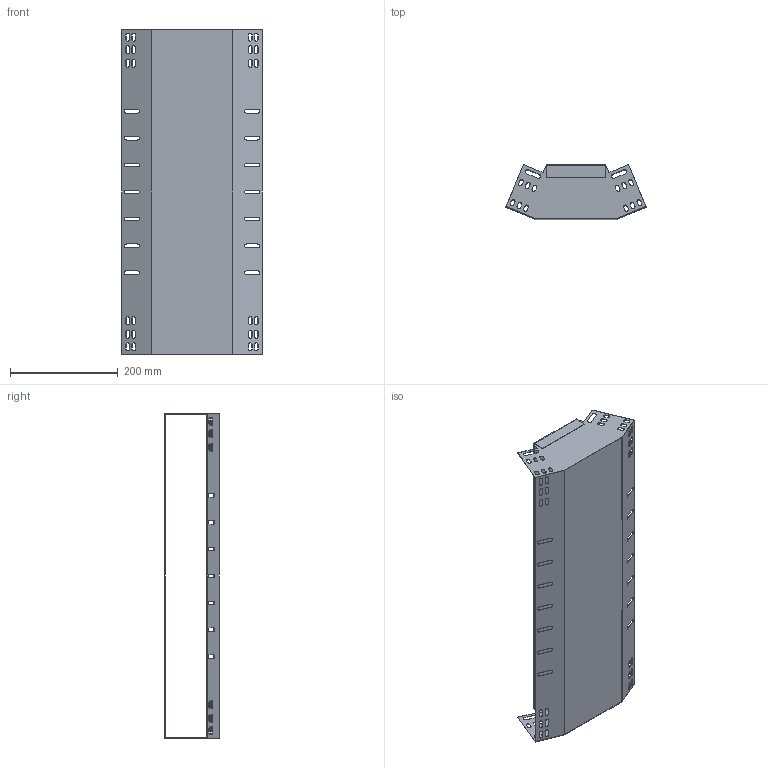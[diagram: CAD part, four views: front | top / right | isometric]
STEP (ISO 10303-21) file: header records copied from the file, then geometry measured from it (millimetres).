
FILE_DESCRIPTION (( 'STEP AP203' ), '1' );
FILE_NAME ('CLP3V-100-600-M-HDZ Ïîâîðîò íà 45 ãð. âåðòèêàëüíûé âíóòðåííèé 100õ600 IEK HDZ.STEP', '2016-02-29T12:35:30', ( '' ), ( '' ), 'SwSTEP 2.0', 'SolidWorks 2014', '' );
FILE_SCHEMA (( 'CONFIG_CONTROL_DESIGN' ));
Length unit declared in the file: millimetre
Products named in the file (1): CLP3V-100-600-M-HDZ Ïîâîðîò íà 45 ãð. âåðòèêàëüíûé âíóòðåííèé 100õ600 IEK HDZ
Bounding box: 260.01 x 101.22 x 603.2 mm (x, y, z)
Volume: 215099.5 mm3; surface area: 542872.6 mm2
Topology: 2 solids, 2 shells, 296 faces, 876 edges, 584 vertices
Faces by surface type: plane 164, cylinder 132
Entity records: 10283 total; most frequent: CARTESIAN_POINT 1757, ORIENTED_EDGE 1752, DIRECTION 1734, EDGE_CURVE 876, VECTOR 612, LINE 612, VERTEX_POINT 584, AXIS2_PLACEMENT_3D 561
